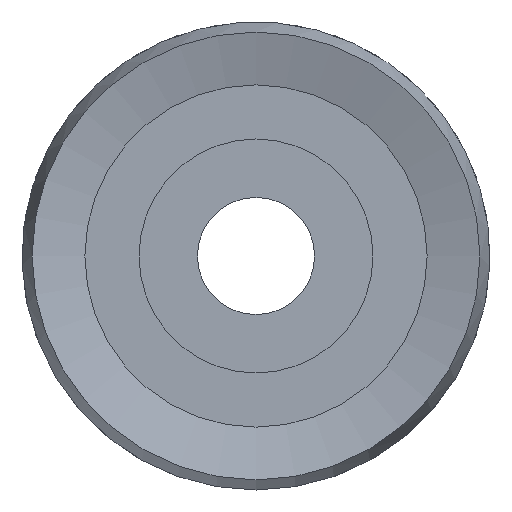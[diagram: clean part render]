
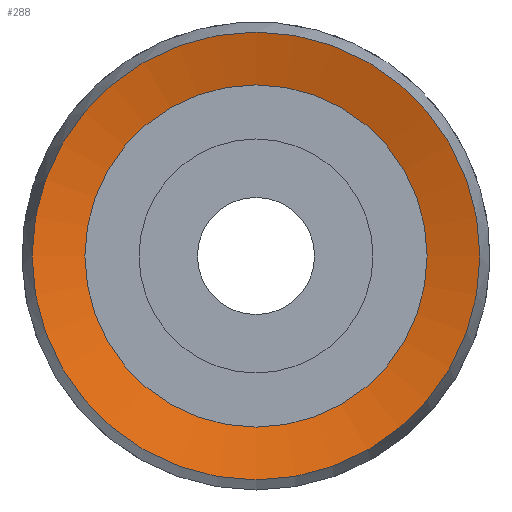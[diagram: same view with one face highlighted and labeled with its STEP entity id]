
A CAD part, left-side view. The second image highlights one B-rep face of the part: STEP entity #288.
In plain terms, the highlighted conical face has half-angle 75 degrees and reference radius 4.388 mm.
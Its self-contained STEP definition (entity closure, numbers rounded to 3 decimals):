
#288 = ADVANCED_FACE( '', ( #615, #616 ), #617, .F. );
#615 = FACE_OUTER_BOUND( '', #955, .T. );
#616 = FACE_BOUND( '', #956, .T. );
#617 = CONICAL_SURFACE( '', #957, 4.388, 1.309 );
#955 = EDGE_LOOP( '', ( #2205 ) );
#956 = EDGE_LOOP( '', ( #2206 ) );
#957 = AXIS2_PLACEMENT_3D( '', #2207, #2208, #2209 );
#2205 = ORIENTED_EDGE( '', *, *, #2665, .F. );
#2206 = ORIENTED_EDGE( '', *, *, #2666, .T. );
#2207 = CARTESIAN_POINT( '', ( 1., 0., 0. ) );
#2208 = DIRECTION( '', ( -1., 0., 0. ) );
#2209 = DIRECTION( '', ( 0., 0., 1. ) );
#2665 = EDGE_CURVE( '', #3313, #3313, #3314, .T. );
#2666 = EDGE_CURVE( '', #3315, #3315, #3316, .T. );
#3313 = VERTEX_POINT( '', #4087 );
#3314 = CIRCLE( '', #4088, 5.741 );
#3315 = VERTEX_POINT( '', #4089 );
#3316 = CIRCLE( '', #4090, 4.388 );
#4087 = CARTESIAN_POINT( '', ( 0.638, 0., -5.741 ) );
#4088 = AXIS2_PLACEMENT_3D( '', #5047, #5048, #5049 );
#4089 = CARTESIAN_POINT( '', ( 1., 0., -4.388 ) );
#4090 = AXIS2_PLACEMENT_3D( '', #5050, #5051, #5052 );
#5047 = CARTESIAN_POINT( '', ( 0.638, 0., 0. ) );
#5048 = DIRECTION( '', ( 1., 0., 0. ) );
#5049 = DIRECTION( '', ( 0., 0., -1. ) );
#5050 = CARTESIAN_POINT( '', ( 1., 0., 0. ) );
#5051 = DIRECTION( '', ( 1., 0., 0. ) );
#5052 = DIRECTION( '', ( 0., 0., -1. ) );
